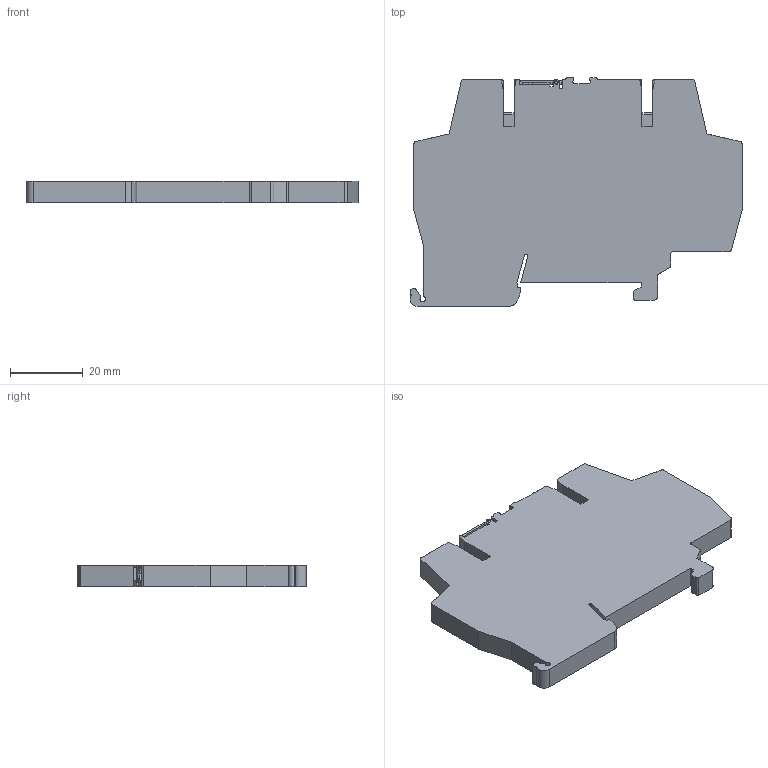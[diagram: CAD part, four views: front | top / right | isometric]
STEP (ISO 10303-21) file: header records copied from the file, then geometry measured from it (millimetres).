
FILE_DESCRIPTION (( 'STEP AP203' ), '1' );
FILE_NAME ('859-805.step', '2022-03-14T15:38:03', ( '' ), ( '' ), 'SwSTEP 2.0', 'SolidWorks 2021', '' );
FILE_SCHEMA (( 'CONFIG_CONTROL_DESIGN' ));
Length unit declared in the file: millimetre
Products named in the file (1): 859-805
Bounding box: 91.5 x 63 x 6 mm (x, y, z)
Volume: 27089.7 mm3; surface area: 12037.7 mm2
Topology: 1 solids, 1 shells, 245 faces, 677 edges, 441 vertices
Faces by surface type: plane 150, cylinder 84, cone 10, sphere 1
Entity records: 7862 total; most frequent: CARTESIAN_POINT 1361, DIRECTION 1351, ORIENTED_EDGE 1350, EDGE_CURVE 675, LINE 491, VECTOR 491, VERTEX_POINT 440, AXIS2_PLACEMENT_3D 430
